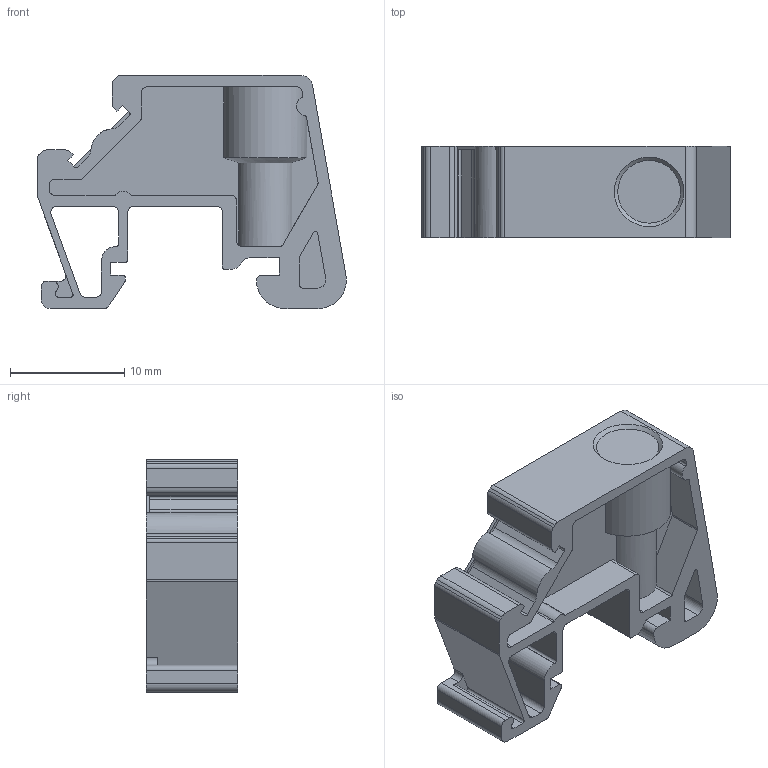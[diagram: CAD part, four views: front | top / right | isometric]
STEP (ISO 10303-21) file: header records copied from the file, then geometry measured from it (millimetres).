
FILE_DESCRIPTION( ( 'Unknown' ), '1' );
FILE_NAME( 'CA602.stp', 'Unknown', ( 'Unknown' ), ( 'Unknown' ), 'PSStep 14.0', 'Unknown', ' ' );
FILE_SCHEMA( ( 'AUTOMOTIVE_DESIGN { 1 0 10303 214 1 1 1 1 }' ) );
Length unit declared in the file: millimetre
Products named in the file (1): 1
Bounding box: 27.08 x 8 x 20.44 mm (x, y, z)
Volume: 1736.1 mm3; surface area: 2487.6 mm2
Topology: 1 solids, 1 shells, 172 faces, 493 edges, 328 vertices
Faces by surface type: plane 86, cylinder 82, cone 4
Full cylindrical faces by diameter (mm): 2.5 x1
Entity records: 7114 total; most frequent: CARTESIAN_POINT 1097, DIRECTION 984, ORIENTED_EDGE 978, EDGE_CURVE 489, AXIS2_PLACEMENT_3D 338, VERTEX_POINT 327, LINE 308, VECTOR 308
